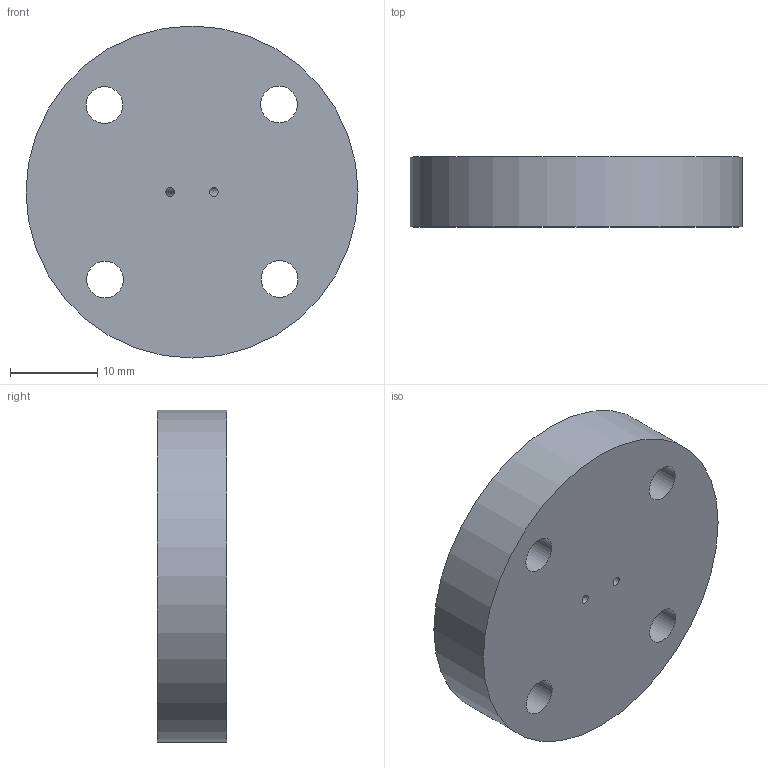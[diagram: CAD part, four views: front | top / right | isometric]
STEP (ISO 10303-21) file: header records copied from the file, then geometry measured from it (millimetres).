
FILE_DESCRIPTION(/* description */ (''),/* implementation_level */ '2;1');
FILE_NAME(/* name */ 'MPS_PTFE_disc.step',/* time_stamp */ '2023-08-03T10:37:42+02:00',/* author */ (''),/* organization */ (''),/* preprocessor_version */ 'ST-DEVELOPER v20',/* originating_system */ 'Autodesk Translation Framework v12.9.0.99',/* authorisation */ '');
FILE_SCHEMA (('AUTOMOTIVE_DESIGN { 1 0 10303 214 3 1 1 }'));
Length unit declared in the file: millimetre
Products named in the file (2): MPS_HH_drawing_02_FINAL; PTFE_disc
Assembly tree (1 placements, depth 2):
  MPS_HH_drawing_02_FINAL
    PTFE_disc
Bounding box: 38 x 8 x 38 mm (x, y, z)
Volume: 8617 mm3; surface area: 3584.1 mm2
Topology: 1 solids, 1 shells, 9 faces, 21 edges, 14 vertices
Faces by surface type: cylinder 5, bspline 2, plane 2
Full cylindrical faces by diameter (mm): 4.2 x4, 38 x1
Entity records: 377 total; most frequent: CARTESIAN_POINT 83, DIRECTION 53, ORIENTED_EDGE 42, AXIS2_PLACEMENT_3D 24, EDGE_LOOP 21, EDGE_CURVE 21, CIRCLE 14, VERTEX_POINT 14
